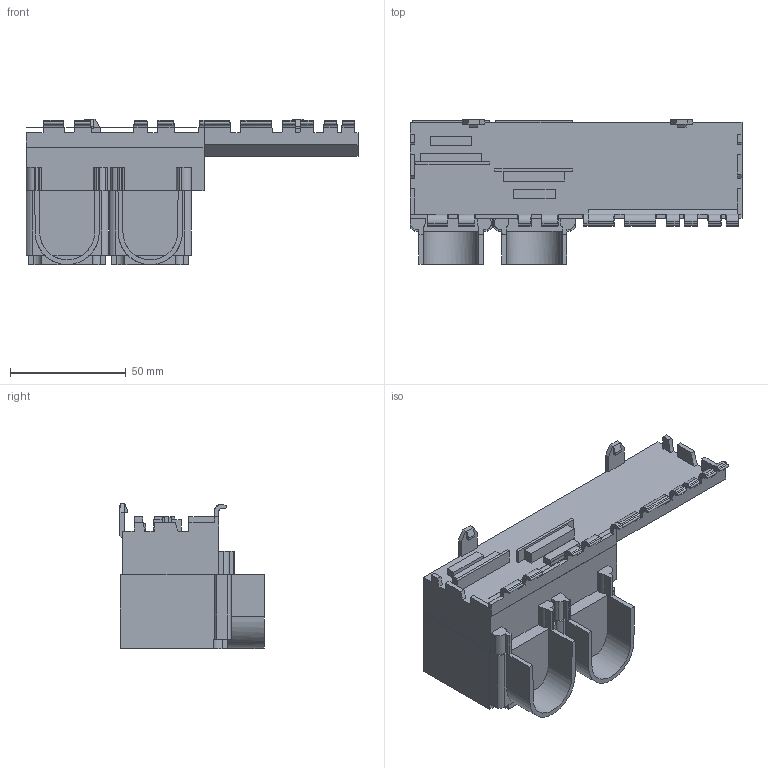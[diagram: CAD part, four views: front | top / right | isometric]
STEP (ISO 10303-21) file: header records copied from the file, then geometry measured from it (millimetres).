
FILE_DESCRIPTION (( 'STEP AP214' ), '1' );
FILE_NAME ('2CCR215020A0001.STEP', '2020-10-12T11:53:06', ( '' ), ( '' ), 'SwSTEP 2.0', 'SolidWorks 2018', '' );
FILE_SCHEMA (( 'AUTOMOTIVE_DESIGN' ));
Length unit declared in the file: millimetre
Products named in the file (1): 2CCR215020A0001
Bounding box: 143.65 x 62.52 x 62.75 mm (x, y, z)
Volume: 183234.4 mm3; surface area: 38509.8 mm2
Topology: 1 solids, 1 shells, 322 faces, 959 edges, 635 vertices
Faces by surface type: plane 244, cylinder 57, bspline 21
Entity records: 10969 total; most frequent: CARTESIAN_POINT 2610, ORIENTED_EDGE 1918, DIRECTION 1515, EDGE_CURVE 959, VECTOR 755, LINE 755, VERTEX_POINT 635, AXIS2_PLACEMENT_3D 380
